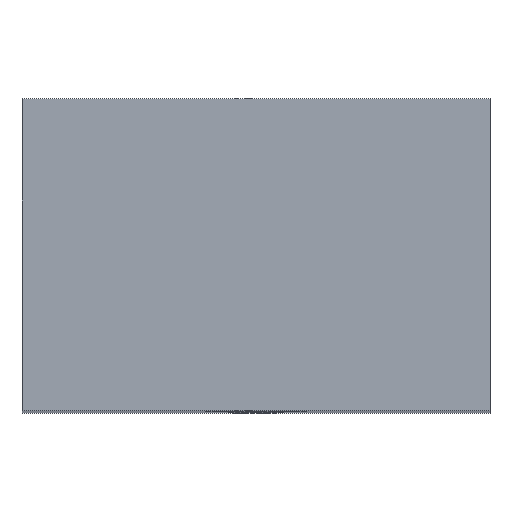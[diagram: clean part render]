
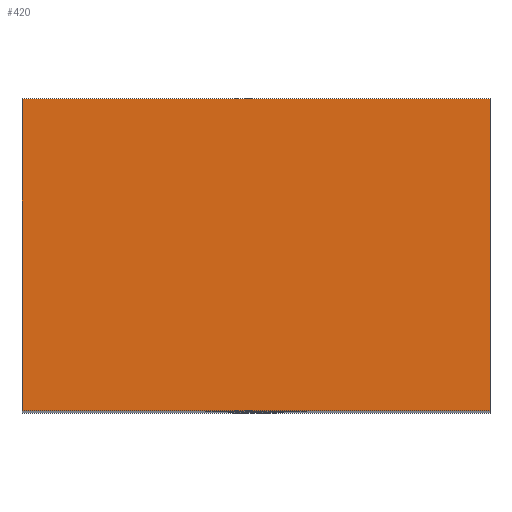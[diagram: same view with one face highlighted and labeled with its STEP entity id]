
A CAD part, top view. The second image highlights one B-rep face of the part: STEP entity #420.
In plain terms, the highlighted planar face has unit normal (0, 0, 1).
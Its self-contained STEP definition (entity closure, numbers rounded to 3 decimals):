
#39=PLANE('',#477);
#61=FACE_OUTER_BOUND('',#97,.T.);
#97=EDGE_LOOP('',(#382,#383,#384,#385));
#123=LINE('',#697,#157);
#126=LINE('',#703,#160);
#129=LINE('',#709,#163);
#132=LINE('',#713,#166);
#157=VECTOR('',#581,10.);
#160=VECTOR('',#586,10.);
#163=VECTOR('',#591,10.);
#166=VECTOR('',#596,10.);
#219=VERTEX_POINT('',#694);
#220=VERTEX_POINT('',#696);
#222=VERTEX_POINT('',#702);
#224=VERTEX_POINT('',#708);
#270=EDGE_CURVE('',#220,#219,#123,.T.);
#273=EDGE_CURVE('',#222,#220,#126,.T.);
#276=EDGE_CURVE('',#224,#222,#129,.T.);
#279=EDGE_CURVE('',#219,#224,#132,.T.);
#382=ORIENTED_EDGE('',*,*,#279,.T.);
#383=ORIENTED_EDGE('',*,*,#276,.T.);
#384=ORIENTED_EDGE('',*,*,#273,.T.);
#385=ORIENTED_EDGE('',*,*,#270,.T.);
#420=ADVANCED_FACE('',(#61),#39,.T.);
#477=AXIS2_PLACEMENT_3D('',#714,#597,#598);
#581=DIRECTION('',(1.,0.,0.));
#586=DIRECTION('',(0.,-1.,0.));
#591=DIRECTION('',(-1.,0.,0.));
#596=DIRECTION('',(0.,1.,0.));
#597=DIRECTION('center_axis',(0.,0.,1.));
#598=DIRECTION('ref_axis',(1.,0.,0.));
#694=CARTESIAN_POINT('',(30.,-20.,195.));
#696=CARTESIAN_POINT('',(-30.,-20.,195.));
#697=CARTESIAN_POINT('',(-30.,-20.,195.));
#702=CARTESIAN_POINT('',(-30.,20.,195.));
#703=CARTESIAN_POINT('',(-30.,20.,195.));
#708=CARTESIAN_POINT('',(30.,20.,195.));
#709=CARTESIAN_POINT('',(30.,20.,195.));
#713=CARTESIAN_POINT('',(30.,-20.,195.));
#714=CARTESIAN_POINT('Origin',(0.,0.,195.));
